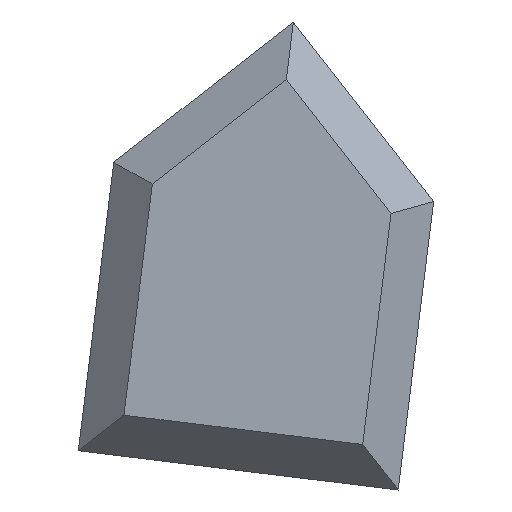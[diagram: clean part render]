
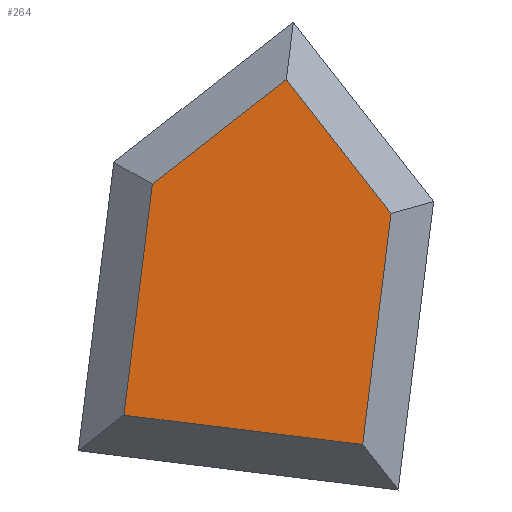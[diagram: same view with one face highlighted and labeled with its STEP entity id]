
A CAD part, left-side view. The second image highlights one B-rep face of the part: STEP entity #264.
In plain terms, the highlighted planar face has unit normal (-1, 0, 0).
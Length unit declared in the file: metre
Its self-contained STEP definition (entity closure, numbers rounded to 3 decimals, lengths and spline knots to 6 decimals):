
#37=ORIENTED_EDGE('',*,*,#102,.T.);
#38=ORIENTED_EDGE('',*,*,#103,.T.);
#39=ORIENTED_EDGE('',*,*,#104,.T.);
#40=ORIENTED_EDGE('',*,*,#105,.T.);
#41=ORIENTED_EDGE('',*,*,#106,.T.);
#102=EDGE_CURVE('',#132,#133,#157,.T.);
#103=EDGE_CURVE('',#133,#134,#158,.T.);
#104=EDGE_CURVE('',#134,#135,#159,.T.);
#105=EDGE_CURVE('',#135,#136,#160,.T.);
#106=EDGE_CURVE('',#136,#132,#161,.T.);
#132=VERTEX_POINT('',#420);
#133=VERTEX_POINT('',#421);
#134=VERTEX_POINT('',#423);
#135=VERTEX_POINT('',#425);
#136=VERTEX_POINT('',#427);
#157=LINE('',#419,#192);
#158=LINE('',#422,#193);
#159=LINE('',#424,#194);
#160=LINE('',#426,#195);
#161=LINE('',#428,#196);
#192=VECTOR('',#341,1.);
#193=VECTOR('',#342,1.);
#194=VECTOR('',#343,1.);
#195=VECTOR('',#344,1.);
#196=VECTOR('',#345,1.);
#213=EDGE_LOOP('',(#37,#38,#39,#40,#41));
#230=FACE_BOUND('',#213,.T.);
#247=PLANE('',#294);
#264=ADVANCED_FACE('',(#230),#247,.F.);
#294=AXIS2_PLACEMENT_3D('',#418,#339,#340);
#339=DIRECTION('',(1.,0.,0.));
#340=DIRECTION('',(0.,1.,0.));
#341=DIRECTION('',(0.,0.122,-0.993));
#342=DIRECTION('',(0.,-0.993,-0.122));
#343=DIRECTION('',(0.,-0.122,0.993));
#344=DIRECTION('',(0.,0.616,0.788));
#345=DIRECTION('',(0.,0.788,-0.616));
#418=CARTESIAN_POINT('',(-0.01595,0.057774,0.025594));
#419=CARTESIAN_POINT('',(-0.01595,0.067299,0.019917));
#420=CARTESIAN_POINT('',(-0.01595,0.066687,0.024906));
#421=CARTESIAN_POINT('',(-0.01595,0.067208,0.020662));
#422=CARTESIAN_POINT('',(-0.01595,0.062078,0.020032));
#423=CARTESIAN_POINT('',(-0.01595,0.062823,0.020123));
#424=CARTESIAN_POINT('',(-0.01595,0.062264,0.024676));
#425=CARTESIAN_POINT('',(-0.01595,0.062302,0.024368));
#426=CARTESIAN_POINT('',(-0.01595,0.064687,0.027421));
#427=CARTESIAN_POINT('',(-0.01595,0.064225,0.02683));
#428=CARTESIAN_POINT('',(-0.01595,0.066932,0.024715));
